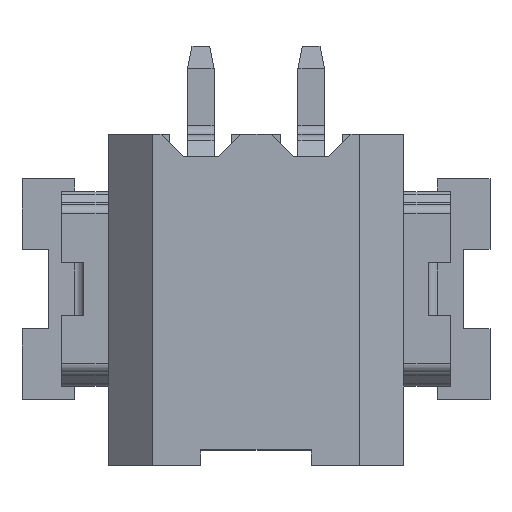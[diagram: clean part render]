
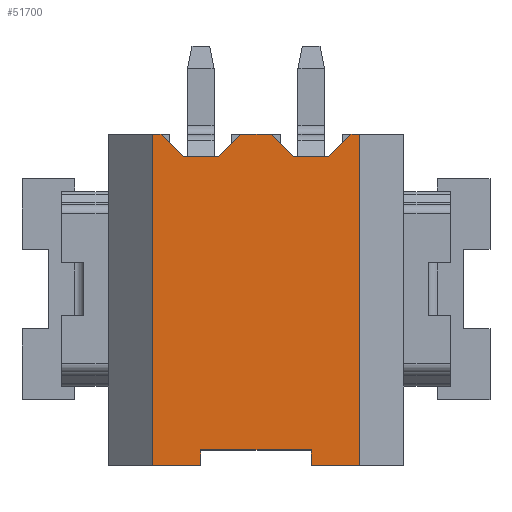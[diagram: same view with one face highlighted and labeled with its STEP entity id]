
A CAD part, top view. The second image highlights one B-rep face of the part: STEP entity #51700.
In plain terms, the highlighted face is planar.
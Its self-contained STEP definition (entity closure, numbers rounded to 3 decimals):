
#2790=CARTESIAN_POINT('',(3.961,-12.222,4.45));
#2800=VERTEX_POINT('',#2790);
#2850=CARTESIAN_POINT('',(3.961,-12.222,-2.034));
#2860=DIRECTION('',(0.,0.,1.));
#2870=VECTOR('',#2860,1.);
#2880=LINE('',#2850,#2870);
#2890=CARTESIAN_POINT('',(3.961,-12.222,3.65));
#2900=VERTEX_POINT('',#2890);
#2910=EDGE_CURVE('',#2900,#2800,#2880,.T.);
#4630=CARTESIAN_POINT('',(4.461,-12.222,4.95));
#4640=VERTEX_POINT('',#4630);
#4670=CARTESIAN_POINT('',(-3.039,-12.222,-2.55));
#4680=DIRECTION('',(0.707,0.,0.707));
#4690=VECTOR('',#4680,1.);
#4700=LINE('',#4670,#4690);
#4710=EDGE_CURVE('',#2800,#4640,#4700,.T.);
#12260=CARTESIAN_POINT('',(4.461,-12.222,5.15));
#12270=VERTEX_POINT('',#12260);
#12320=CARTESIAN_POINT('',(4.461,-12.222,5.));
#12330=DIRECTION('',(0.,0.,-1.));
#12340=VECTOR('',#12330,1.);
#12350=LINE('',#12320,#12340);
#12360=EDGE_CURVE('',#12270,#4640,#12350,.T.);
#15040=CARTESIAN_POINT('',(-3.039,-12.222,4.05));
#15050=VERTEX_POINT('',#15040);
#15080=CARTESIAN_POINT('',(-3.039,-12.222,5.));
#15090=DIRECTION('',(0.,0.,-1.));
#15100=VECTOR('',#15090,1.);
#15110=LINE('',#15080,#15100);
#15120=CARTESIAN_POINT('',(-3.039,-12.222,5.15));
#15130=VERTEX_POINT('',#15120);
#15140=EDGE_CURVE('',#15130,#15050,#15110,.T.);
#28170=CARTESIAN_POINT('',(-5.978,-12.222,5.15));
#28180=DIRECTION('',(1.,0.,0.));
#28190=VECTOR('',#28180,1.);
#28200=LINE('',#28170,#28190);
#28210=EDGE_CURVE('',#15130,#12270,#28200,.T.);
#41840=CARTESIAN_POINT('',(-5.978,-12.222,4.05));
#41850=DIRECTION('',(1.,0.,0.));
#41860=VECTOR('',#41850,1.);
#41870=LINE('',#41840,#41860);
#41880=CARTESIAN_POINT('',(-2.689,-12.222,4.05));
#41890=VERTEX_POINT('',#41880);
#41900=EDGE_CURVE('',#15050,#41890,#41870,.T.);
#42460=CARTESIAN_POINT('',(-2.689,-12.222,7.5));
#42470=DIRECTION('',(0.,0.,1.));
#42480=VECTOR('',#42470,1.);
#42490=LINE('',#42460,#42480);
#42500=CARTESIAN_POINT('',(-2.689,-12.222,1.55));
#42510=VERTEX_POINT('',#42500);
#42520=EDGE_CURVE('',#42510,#41890,#42490,.T.);
#50860=CARTESIAN_POINT('',(0.461,-12.222,4.05));
#50870=DIRECTION('',(0.,1.,-0.));
#50880=DIRECTION('',(-1.,0.,0.));
#50890=AXIS2_PLACEMENT_3D('',#50860,#50870,#50880);
#50900=PLANE('',#50890);
#50910=CARTESIAN_POINT('',(-3.039,-12.222,10.65));
#50920=DIRECTION('',(-0.707,0.,0.707));
#50930=VECTOR('',#50920,1.);
#50940=LINE('',#50910,#50930);
#50950=CARTESIAN_POINT('',(4.461,-12.222,3.15));
#50960=VERTEX_POINT('',#50950);
#50970=EDGE_CURVE('',#50960,#2900,#50940,.T.);
#50980=ORIENTED_EDGE('',*,*,#50970,.F.);
#50990=ORIENTED_EDGE('',*,*,#2910,.F.);
#51000=ORIENTED_EDGE('',*,*,#4710,.F.);
#51010=ORIENTED_EDGE('',*,*,#12360,.T.);
#51020=ORIENTED_EDGE('',*,*,#28210,.T.);
#51030=ORIENTED_EDGE('',*,*,#15140,.F.);
#51040=ORIENTED_EDGE('',*,*,#41900,.F.);
#51050=ORIENTED_EDGE('',*,*,#42520,.T.);
#51060=CARTESIAN_POINT('',(-5.978,-12.222,1.55));
#51070=DIRECTION('',(-1.,0.,0.));
#51080=VECTOR('',#51070,1.);
#51090=LINE('',#51060,#51080);
#51100=CARTESIAN_POINT('',(-3.039,-12.222,1.55));
#51110=VERTEX_POINT('',#51100);
#51120=EDGE_CURVE('',#42510,#51110,#51090,.T.);
#51130=ORIENTED_EDGE('',*,*,#51120,.F.);
#51140=CARTESIAN_POINT('',(-3.039,-12.222,5.));
#51150=DIRECTION('',(0.,0.,-1.));
#51160=VECTOR('',#51150,1.);
#51170=LINE('',#51140,#51160);
#51180=CARTESIAN_POINT('',(-3.039,-12.222,0.45));
#51190=VERTEX_POINT('',#51180);
#51200=EDGE_CURVE('',#51110,#51190,#51170,.T.);
#51210=ORIENTED_EDGE('',*,*,#51200,.F.);
#51220=CARTESIAN_POINT('',(-5.978,-12.222,0.45));
#51230=DIRECTION('',(1.,0.,0.));
#51240=VECTOR('',#51230,1.);
#51250=LINE('',#51220,#51240);
#51260=CARTESIAN_POINT('',(4.461,-12.222,0.45));
#51270=VERTEX_POINT('',#51260);
#51280=EDGE_CURVE('',#51190,#51270,#51250,.T.);
#51290=ORIENTED_EDGE('',*,*,#51280,.F.);
#51300=CARTESIAN_POINT('',(4.461,-12.222,7.5));
#51310=DIRECTION('',(0.,0.,-1.));
#51320=VECTOR('',#51310,1.);
#51330=LINE('',#51300,#51320);
#51340=CARTESIAN_POINT('',(4.461,-12.222,0.65));
#51350=VERTEX_POINT('',#51340);
#51360=EDGE_CURVE('',#51350,#51270,#51330,.T.);
#51370=ORIENTED_EDGE('',*,*,#51360,.T.);
#51380=CARTESIAN_POINT('',(-3.039,-12.222,8.15));
#51390=DIRECTION('',(-0.707,0.,0.707));
#51400=VECTOR('',#51390,1.);
#51410=LINE('',#51380,#51400);
#51420=CARTESIAN_POINT('',(3.961,-12.222,1.15));
#51430=VERTEX_POINT('',#51420);
#51440=EDGE_CURVE('',#51350,#51430,#51410,.T.);
#51450=ORIENTED_EDGE('',*,*,#51440,.F.);
#51460=CARTESIAN_POINT('',(3.961,-12.222,0.466));
#51470=DIRECTION('',(0.,0.,1.));
#51480=VECTOR('',#51470,1.);
#51490=LINE('',#51460,#51480);
#51500=CARTESIAN_POINT('',(3.961,-12.222,1.95));
#51510=VERTEX_POINT('',#51500);
#51520=EDGE_CURVE('',#51430,#51510,#51490,.T.);
#51530=ORIENTED_EDGE('',*,*,#51520,.F.);
#51540=CARTESIAN_POINT('',(-3.039,-12.222,-5.05));
#51550=DIRECTION('',(0.707,0.,0.707));
#51560=VECTOR('',#51550,1.);
#51570=LINE('',#51540,#51560);
#51580=CARTESIAN_POINT('',(4.461,-12.222,2.45));
#51590=VERTEX_POINT('',#51580);
#51600=EDGE_CURVE('',#51510,#51590,#51570,.T.);
#51610=ORIENTED_EDGE('',*,*,#51600,.F.);
#51620=CARTESIAN_POINT('',(4.461,-12.222,0.466));
#51630=DIRECTION('',(0.,0.,-1.));
#51640=VECTOR('',#51630,1.);
#51650=LINE('',#51620,#51640);
#51660=EDGE_CURVE('',#50960,#51590,#51650,.T.);
#51670=ORIENTED_EDGE('',*,*,#51660,.T.);
#51680=EDGE_LOOP('',(#51670,#51610,#51530,#51450,#51370,#51290,#51210,
#51130,#51050,#51040,#51030,#51020,#51010,#51000,#50990,#50980));
#51690=FACE_OUTER_BOUND('',#51680,.T.);
#51700=ADVANCED_FACE('',(#51690),#50900,.T.);
